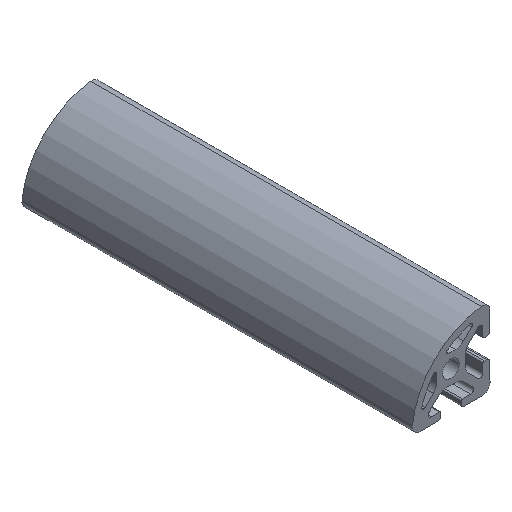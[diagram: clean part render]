
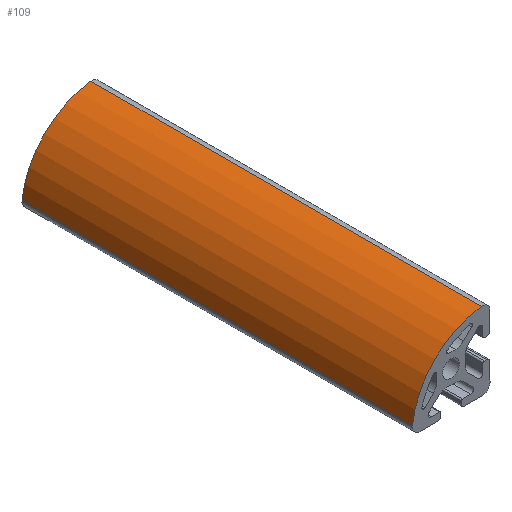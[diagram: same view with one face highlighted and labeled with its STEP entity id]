
A CAD part, isometric view. The second image highlights one B-rep face of the part: STEP entity #109.
In plain terms, the highlighted cylindrical face has radius 20 mm (diameter 40 mm), a partial arc.
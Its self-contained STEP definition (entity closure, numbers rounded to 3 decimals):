
#109 = ADVANCED_FACE( '', ( #251 ), #252, .T. );
#251 = FACE_OUTER_BOUND( '', #424, .T. );
#252 = CYLINDRICAL_SURFACE( '', #425, 20. );
#424 = EDGE_LOOP( '', ( #715, #716, #717, #718 ) );
#425 = AXIS2_PLACEMENT_3D( '', #719, #720, #721 );
#715 = ORIENTED_EDGE( '', *, *, #1107, .F. );
#716 = ORIENTED_EDGE( '', *, *, #1165, .F. );
#717 = ORIENTED_EDGE( '', *, *, #1166, .T. );
#718 = ORIENTED_EDGE( '', *, *, #1167, .T. );
#719 = CARTESIAN_POINT( '', ( 9.944, 100., -9.944 ) );
#720 = DIRECTION( '', ( 0., 1., 0. ) );
#721 = DIRECTION( '', ( 0., 0., -1. ) );
#1107 = EDGE_CURVE( '', #1350, #1352, #1353, .T. );
#1165 = EDGE_CURVE( '', #1448, #1350, #1449, .T. );
#1166 = EDGE_CURVE( '', #1448, #1450, #1451, .T. );
#1167 = EDGE_CURVE( '', #1450, #1352, #1452, .T. );
#1350 = VERTEX_POINT( '', #1684 );
#1352 = VERTEX_POINT( '', #1686 );
#1353 = CIRCLE( '', #1687, 20. );
#1448 = VERTEX_POINT( '', #1809 );
#1449 = LINE( '', #1810, #1811 );
#1450 = VERTEX_POINT( '', #1812 );
#1451 = CIRCLE( '', #1813, 20. );
#1452 = LINE( '', #1814, #1815 );
#1684 = CARTESIAN_POINT( '', ( 7.722, 0., 9.932 ) );
#1686 = CARTESIAN_POINT( '', ( -9.932, 0., -7.722 ) );
#1687 = AXIS2_PLACEMENT_3D( '', #2043, #2044, #2045 );
#1809 = CARTESIAN_POINT( '', ( 7.722, 100., 9.932 ) );
#1810 = CARTESIAN_POINT( '', ( 7.722, 100., 9.932 ) );
#1811 = VECTOR( '', #2139, 1000. );
#1812 = CARTESIAN_POINT( '', ( -9.932, 100., -7.722 ) );
#1813 = AXIS2_PLACEMENT_3D( '', #2140, #2141, #2142 );
#1814 = CARTESIAN_POINT( '', ( -9.932, 100., -7.722 ) );
#1815 = VECTOR( '', #2143, 1000. );
#2043 = CARTESIAN_POINT( '', ( 9.944, 0., -9.944 ) );
#2044 = DIRECTION( '', ( 0., -1., 0. ) );
#2045 = DIRECTION( '', ( 1., 0., 0. ) );
#2139 = DIRECTION( '', ( 0., -1., 0. ) );
#2140 = CARTESIAN_POINT( '', ( 9.944, 100., -9.944 ) );
#2141 = DIRECTION( '', ( 0., -1., 0. ) );
#2142 = DIRECTION( '', ( 1., 0., 0. ) );
#2143 = DIRECTION( '', ( 0., -1., 0. ) );
